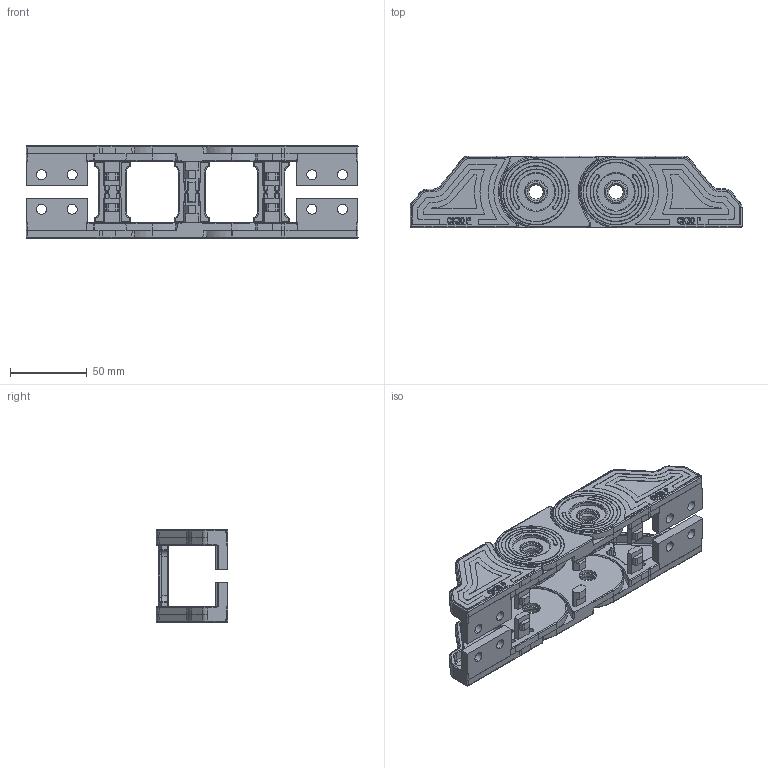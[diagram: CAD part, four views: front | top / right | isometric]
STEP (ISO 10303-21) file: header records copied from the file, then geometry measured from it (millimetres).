
FILE_DESCRIPTION (( 'STEP AP214' ), '1' );
FILE_NAME ('CK30-A040-ESKÝ AYAK.STEP', '2019-09-16T09:48:03', ( '' ), ( '' ), 'SwSTEP 2.0', 'SolidWorks 2017', '' );
FILE_SCHEMA (( 'AUTOMOTIVE_DESIGN' ));
Length unit declared in the file: millimetre
Products named in the file (1): CK30-A040-ESKÝ AYAK
Bounding box: 216 x 46.7 x 60.75 mm (x, y, z)
Volume: 156150.1 mm3; surface area: 96247.2 mm2
Topology: 9 solids, 9 shells, 3183 faces, 8256 edges, 5222 vertices
Faces by surface type: plane 1357, cylinder 1028, bspline 480, torus 230, cone 44, sphere 44
Entity records: 125103 total; most frequent: CARTESIAN_POINT 50507, ORIENTED_EDGE 16444, DIRECTION 14258, EDGE_CURVE 8222, VERTEX_POINT 5222, AXIS2_PLACEMENT_3D 4814, LINE 4630, VECTOR 4630
